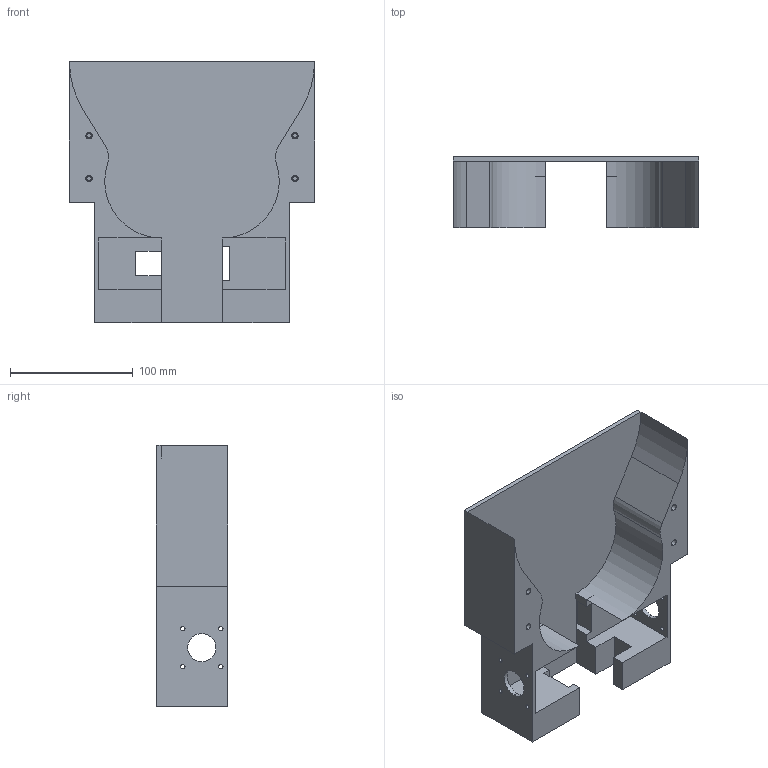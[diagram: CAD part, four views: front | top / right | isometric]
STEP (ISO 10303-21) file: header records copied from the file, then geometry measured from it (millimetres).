
FILE_DESCRIPTION (( 'STEP AP214' ), '1' );
FILE_NAME ('Ð¡³µ³µÉív2.8.0.STEP', '2026-01-21T10:21:11', ( '' ), ( '' ), 'SwSTEP 2.0', 'SolidWorks 2022', '' );
FILE_SCHEMA (( 'AUTOMOTIVE_DESIGN' ));
Length unit declared in the file: millimetre
Products named in the file (1): 小车车身v2.8.0
Bounding box: 200 x 58 x 213 mm (x, y, z)
Volume: 654335.4 mm3; surface area: 147314.5 mm2
Topology: 1 solids, 1 shells, 104 faces, 268 edges, 176 vertices
Faces by surface type: plane 54, cylinder 50
Entity records: 3270 total; most frequent: DIRECTION 578, CARTESIAN_POINT 549, ORIENTED_EDGE 536, EDGE_CURVE 268, AXIS2_PLACEMENT_3D 205, VERTEX_POINT 176, VECTOR 168, LINE 168
